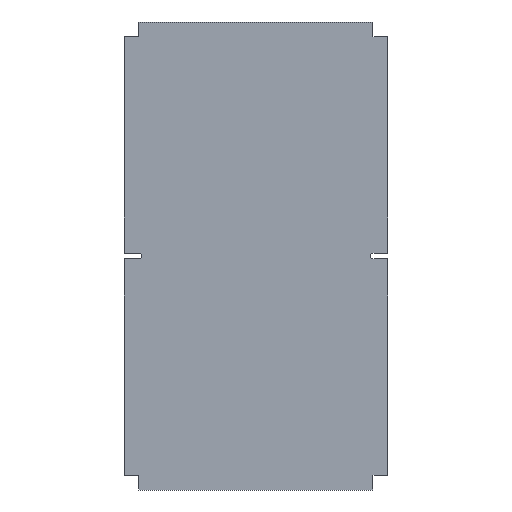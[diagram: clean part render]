
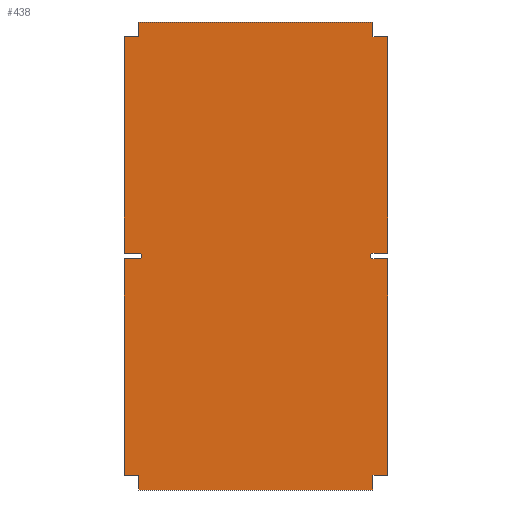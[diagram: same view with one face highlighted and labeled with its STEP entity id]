
A CAD part, front view. The second image highlights one B-rep face of the part: STEP entity #438.
In plain terms, the highlighted planar face has unit normal (0, -1, 0).
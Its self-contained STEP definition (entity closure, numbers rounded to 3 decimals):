
#34=PLANE('',#487);
#56=FACE_OUTER_BOUND('',#78,.T.);
#78=EDGE_LOOP('',(#395,#396,#397,#398,#399,#400,#401,#402,#403,#404,#405,
#406,#407,#408,#409,#410,#411,#412,#413,#414));
#81=LINE('',#610,#137);
#84=LINE('',#616,#140);
#87=LINE('',#622,#143);
#90=LINE('',#628,#146);
#93=LINE('',#634,#149);
#96=LINE('',#640,#152);
#99=LINE('',#646,#155);
#102=LINE('',#652,#158);
#105=LINE('',#658,#161);
#109=LINE('',#670,#165);
#112=LINE('',#676,#168);
#115=LINE('',#682,#171);
#118=LINE('',#688,#174);
#121=LINE('',#694,#177);
#124=LINE('',#700,#180);
#127=LINE('',#706,#183);
#130=LINE('',#712,#186);
#133=LINE('',#717,#189);
#137=VECTOR('',#500,10.);
#140=VECTOR('',#505,10.);
#143=VECTOR('',#510,10.);
#146=VECTOR('',#515,10.);
#149=VECTOR('',#520,10.);
#152=VECTOR('',#525,10.);
#155=VECTOR('',#530,10.);
#158=VECTOR('',#535,10.);
#161=VECTOR('',#540,10.);
#165=VECTOR('',#552,10.);
#168=VECTOR('',#557,10.);
#171=VECTOR('',#562,10.);
#174=VECTOR('',#567,10.);
#177=VECTOR('',#572,10.);
#180=VECTOR('',#577,10.);
#183=VECTOR('',#582,10.);
#186=VECTOR('',#587,10.);
#189=VECTOR('',#592,10.);
#191=CIRCLE('',#463,1.);
#193=CIRCLE('',#475,1.);
#195=VERTEX_POINT('',#600);
#196=VERTEX_POINT('',#601);
#199=VERTEX_POINT('',#609);
#201=VERTEX_POINT('',#615);
#203=VERTEX_POINT('',#621);
#205=VERTEX_POINT('',#627);
#207=VERTEX_POINT('',#633);
#209=VERTEX_POINT('',#639);
#211=VERTEX_POINT('',#645);
#213=VERTEX_POINT('',#651);
#215=VERTEX_POINT('',#657);
#217=VERTEX_POINT('',#663);
#219=VERTEX_POINT('',#669);
#221=VERTEX_POINT('',#675);
#223=VERTEX_POINT('',#681);
#225=VERTEX_POINT('',#687);
#227=VERTEX_POINT('',#693);
#229=VERTEX_POINT('',#699);
#231=VERTEX_POINT('',#705);
#233=VERTEX_POINT('',#711);
#235=EDGE_CURVE('',#195,#196,#191,.T.);
#239=EDGE_CURVE('',#199,#195,#81,.T.);
#242=EDGE_CURVE('',#201,#199,#84,.T.);
#245=EDGE_CURVE('',#203,#201,#87,.T.);
#248=EDGE_CURVE('',#205,#203,#90,.T.);
#251=EDGE_CURVE('',#207,#205,#93,.T.);
#254=EDGE_CURVE('',#209,#207,#96,.T.);
#257=EDGE_CURVE('',#211,#209,#99,.T.);
#260=EDGE_CURVE('',#213,#211,#102,.T.);
#263=EDGE_CURVE('',#215,#213,#105,.T.);
#266=EDGE_CURVE('',#217,#215,#193,.T.);
#269=EDGE_CURVE('',#219,#217,#109,.T.);
#272=EDGE_CURVE('',#221,#219,#112,.T.);
#275=EDGE_CURVE('',#223,#221,#115,.T.);
#278=EDGE_CURVE('',#225,#223,#118,.T.);
#281=EDGE_CURVE('',#227,#225,#121,.T.);
#284=EDGE_CURVE('',#229,#227,#124,.T.);
#287=EDGE_CURVE('',#231,#229,#127,.T.);
#290=EDGE_CURVE('',#233,#231,#130,.T.);
#293=EDGE_CURVE('',#196,#233,#133,.T.);
#395=ORIENTED_EDGE('',*,*,#293,.F.);
#396=ORIENTED_EDGE('',*,*,#235,.F.);
#397=ORIENTED_EDGE('',*,*,#239,.F.);
#398=ORIENTED_EDGE('',*,*,#242,.F.);
#399=ORIENTED_EDGE('',*,*,#245,.F.);
#400=ORIENTED_EDGE('',*,*,#248,.F.);
#401=ORIENTED_EDGE('',*,*,#251,.F.);
#402=ORIENTED_EDGE('',*,*,#254,.F.);
#403=ORIENTED_EDGE('',*,*,#257,.F.);
#404=ORIENTED_EDGE('',*,*,#260,.F.);
#405=ORIENTED_EDGE('',*,*,#263,.F.);
#406=ORIENTED_EDGE('',*,*,#266,.F.);
#407=ORIENTED_EDGE('',*,*,#269,.F.);
#408=ORIENTED_EDGE('',*,*,#272,.F.);
#409=ORIENTED_EDGE('',*,*,#275,.F.);
#410=ORIENTED_EDGE('',*,*,#278,.F.);
#411=ORIENTED_EDGE('',*,*,#281,.F.);
#412=ORIENTED_EDGE('',*,*,#284,.F.);
#413=ORIENTED_EDGE('',*,*,#287,.F.);
#414=ORIENTED_EDGE('',*,*,#290,.F.);
#438=ADVANCED_FACE('',(#56),#34,.F.);
#463=AXIS2_PLACEMENT_3D('',#602,#492,#493);
#475=AXIS2_PLACEMENT_3D('',#664,#545,#546);
#487=AXIS2_PLACEMENT_3D('',#720,#596,#597);
#492=DIRECTION('center_axis',(0.,-1.,0.));
#493=DIRECTION('ref_axis',(0.,0.,-1.));
#500=DIRECTION('',(1.,0.,0.));
#505=DIRECTION('',(0.,0.,1.));
#510=DIRECTION('',(-1.,0.,0.));
#515=DIRECTION('',(0.,0.,1.));
#520=DIRECTION('',(-1.,0.,0.));
#525=DIRECTION('',(0.,0.,-1.));
#530=DIRECTION('',(-1.,0.,0.));
#535=DIRECTION('',(0.,0.,-1.));
#540=DIRECTION('',(1.,0.,0.));
#545=DIRECTION('center_axis',(0.,-1.,0.));
#546=DIRECTION('ref_axis',(0.,0.,1.));
#552=DIRECTION('',(-1.,0.,0.));
#557=DIRECTION('',(0.,0.,-1.));
#562=DIRECTION('',(1.,0.,0.));
#567=DIRECTION('',(0.,0.,-1.));
#572=DIRECTION('',(1.,0.,0.));
#577=DIRECTION('',(0.,0.,1.));
#582=DIRECTION('',(1.,0.,0.));
#587=DIRECTION('',(0.,0.,1.));
#592=DIRECTION('',(-1.,0.,0.));
#596=DIRECTION('center_axis',(0.,1.,0.));
#597=DIRECTION('ref_axis',(0.,0.,1.));
#600=CARTESIAN_POINT('',(-40.,0.,-1.));
#601=CARTESIAN_POINT('',(-40.,0.,1.));
#602=CARTESIAN_POINT('Origin',(-40.,0.,0.));
#609=CARTESIAN_POINT('',(-45.,0.,-1.));
#610=CARTESIAN_POINT('',(-45.,0.,-1.));
#615=CARTESIAN_POINT('',(-45.,0.,-75.));
#616=CARTESIAN_POINT('',(-45.,0.,-75.));
#621=CARTESIAN_POINT('',(-40.,0.,-75.));
#622=CARTESIAN_POINT('',(45.,0.,-75.));
#627=CARTESIAN_POINT('',(-40.,0.,-80.));
#628=CARTESIAN_POINT('',(-40.,0.,-80.));
#633=CARTESIAN_POINT('',(40.,0.,-80.));
#634=CARTESIAN_POINT('',(40.,0.,-80.));
#639=CARTESIAN_POINT('',(40.,0.,-75.));
#640=CARTESIAN_POINT('',(40.,0.,-75.));
#645=CARTESIAN_POINT('',(45.,0.,-75.));
#646=CARTESIAN_POINT('',(45.,0.,-75.));
#651=CARTESIAN_POINT('',(45.,0.,-1.));
#652=CARTESIAN_POINT('',(45.,0.,75.));
#657=CARTESIAN_POINT('',(40.,0.,-1.));
#658=CARTESIAN_POINT('',(40.,0.,-1.));
#663=CARTESIAN_POINT('',(40.,0.,1.));
#664=CARTESIAN_POINT('Origin',(40.,0.,0.));
#669=CARTESIAN_POINT('',(45.,0.,1.));
#670=CARTESIAN_POINT('',(45.,0.,1.));
#675=CARTESIAN_POINT('',(45.,0.,75.));
#676=CARTESIAN_POINT('',(45.,0.,75.));
#681=CARTESIAN_POINT('',(40.,0.,75.));
#682=CARTESIAN_POINT('',(-45.,0.,75.));
#687=CARTESIAN_POINT('',(40.,0.,80.));
#688=CARTESIAN_POINT('',(40.,0.,80.));
#693=CARTESIAN_POINT('',(-40.,0.,80.));
#694=CARTESIAN_POINT('',(-40.,0.,80.));
#699=CARTESIAN_POINT('',(-40.,0.,75.));
#700=CARTESIAN_POINT('',(-40.,0.,75.));
#705=CARTESIAN_POINT('',(-45.,0.,75.));
#706=CARTESIAN_POINT('',(-45.,0.,75.));
#711=CARTESIAN_POINT('',(-45.,0.,1.));
#712=CARTESIAN_POINT('',(-45.,0.,-75.));
#717=CARTESIAN_POINT('',(-40.,0.,1.));
#720=CARTESIAN_POINT('Origin',(0.,0.,0.));
